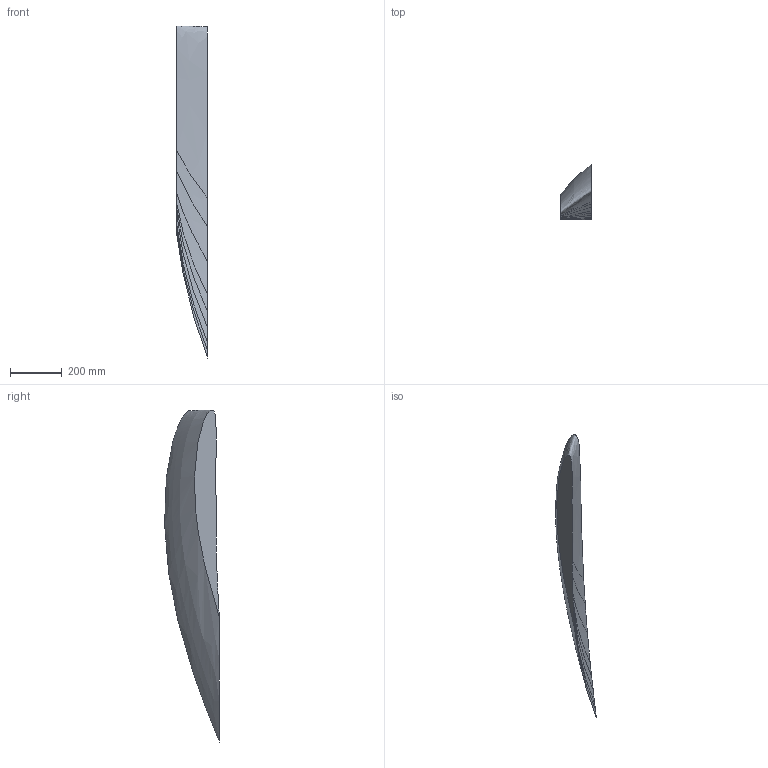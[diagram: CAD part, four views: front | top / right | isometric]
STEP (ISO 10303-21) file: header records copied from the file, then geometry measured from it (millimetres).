
FILE_DESCRIPTION(/* description */ (''),/* implementation_level */ '2;1');
FILE_NAME(/* name */ 'Flügelspitze.stp',/* time_stamp */ '2016-01-12T14:54:16+01:00',/* author */ ('Mitarbeiter7'),/* organization */ (''),/* preprocessor_version */ 'ST-DEVELOPER v16.1',/* originating_system */ 'Autodesk Inventor 2016',/* authorisation */ '');
FILE_SCHEMA (('AUTOMOTIVE_DESIGN { 1 0 10303 214 3 1 1 }'));
Length unit declared in the file: millimetre
Products named in the file (1): test
Bounding box: 120 x 212.52 x 1287.19 mm (x, y, z)
Volume: 10451767 mm3; surface area: 517102.2 mm2
Topology: 1 solids, 1 shells, 11 faces, 27 edges, 18 vertices
Faces by surface type: bspline 9, plane 2
Entity records: 2952 total; most frequent: CARTESIAN_POINT 2733, ORIENTED_EDGE 54, EDGE_CURVE 27, B_SPLINE_CURVE_WITH_KNOTS 23, VERTEX_POINT 18, DIRECTION 14, FACE_OUTER_BOUND 11, EDGE_LOOP 11
